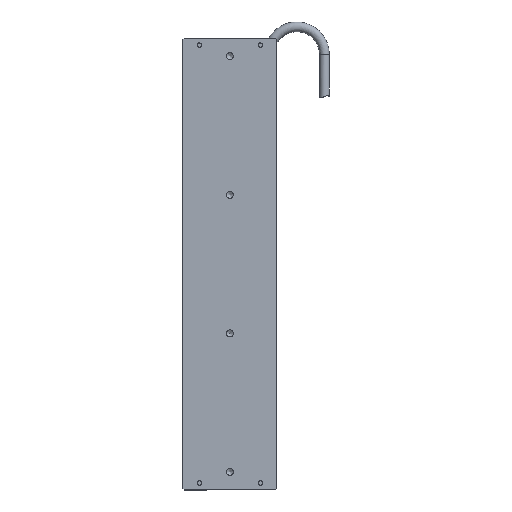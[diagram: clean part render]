
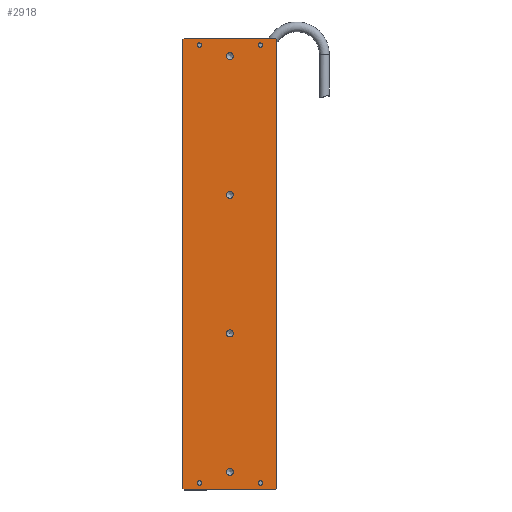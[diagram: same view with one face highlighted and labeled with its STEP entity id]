
A CAD part, front view. The second image highlights one B-rep face of the part: STEP entity #2918.
In plain terms, the highlighted planar face has unit normal (0, -1, 0).
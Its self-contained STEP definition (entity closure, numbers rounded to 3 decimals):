
#15 = ORIENTED_EDGE ( 'NONE', *, *, #593, .T. ) ;
#75 = ORIENTED_EDGE ( 'NONE', *, *, #609, .F. ) ;
#116 = ORIENTED_EDGE ( 'NONE', *, *, #700, .T. ) ;
#121 = ORIENTED_EDGE ( 'NONE', *, *, #604, .T. ) ;
#123 = ORIENTED_EDGE ( 'NONE', *, *, #605, .T. ) ;
#126 = ORIENTED_EDGE ( 'NONE', *, *, #618, .F. ) ;
#145 = ORIENTED_EDGE ( 'NONE', *, *, #695, .F. ) ;
#159 = ORIENTED_EDGE ( 'NONE', *, *, #602, .T. ) ;
#198 = ORIENTED_EDGE ( 'NONE', *, *, #703, .T. ) ;
#247 = ORIENTED_EDGE ( 'NONE', *, *, #630, .F. ) ;
#261 = ORIENTED_EDGE ( 'NONE', *, *, #603, .T. ) ;
#303 = ORIENTED_EDGE ( 'NONE', *, *, #608, .F. ) ;
#315 = ORIENTED_EDGE ( 'NONE', *, *, #581, .T. ) ;
#325 = ORIENTED_EDGE ( 'NONE', *, *, #701, .T. ) ;
#342 = ORIENTED_EDGE ( 'NONE', *, *, #613, .F. ) ;
#343 = ORIENTED_EDGE ( 'NONE', *, *, #696, .T. ) ;
#395 = EDGE_LOOP ( 'NONE', ( #126 ) ) ;
#416 = EDGE_LOOP ( 'NONE', ( #159 ) ) ;
#456 = EDGE_LOOP ( 'NONE', ( #123 ) ) ;
#461 = EDGE_LOOP ( 'NONE', ( #121 ) ) ;
#477 = EDGE_LOOP ( 'NONE', ( #342 ) ) ;
#478 = EDGE_LOOP ( 'NONE', ( #303 ) ) ;
#495 = EDGE_LOOP ( 'NONE', ( #75 ) ) ;
#514 = EDGE_LOOP ( 'NONE', ( #261 ) ) ;
#519 = EDGE_LOOP ( 'NONE', ( #145, #315, #15, #325, #343, #198, #247, #116 ) ) ;
#581 = EDGE_CURVE ( 'NONE', #2638, #2727, #1850, .T. ) ;
#593 = EDGE_CURVE ( 'NONE', #2727, #2603, #1953, .T. ) ;
#602 = EDGE_CURVE ( 'NONE', #2437, #2437, #1193, .T. ) ;
#603 = EDGE_CURVE ( 'NONE', #2439, #2439, #1121, .T. ) ;
#604 = EDGE_CURVE ( 'NONE', #2441, #2441, #1113, .T. ) ;
#605 = EDGE_CURVE ( 'NONE', #2443, #2443, #1181, .T. ) ;
#608 = EDGE_CURVE ( 'NONE', #2447, #2447, #1249, .T. ) ;
#609 = EDGE_CURVE ( 'NONE', #2449, #2449, #1129, .T. ) ;
#613 = EDGE_CURVE ( 'NONE', #2451, #2451, #1309, .T. ) ;
#618 = EDGE_CURVE ( 'NONE', #2455, #2455, #1349, .T. ) ;
#630 = EDGE_CURVE ( 'NONE', #2741, #2748, #1006, .T. ) ;
#695 = EDGE_CURVE ( 'NONE', #2638, #2634, #2189, .T. ) ;
#696 = EDGE_CURVE ( 'NONE', #2730, #2665, #2185, .T. ) ;
#700 = EDGE_CURVE ( 'NONE', #2741, #2634, #2158, .T. ) ;
#701 = EDGE_CURVE ( 'NONE', #2603, #2730, #2167, .T. ) ;
#703 = EDGE_CURVE ( 'NONE', #2665, #2748, #2138, .T. ) ;
#783 = VECTOR ( 'NONE', #1857, 1000. ) ;
#860 = DIRECTION ( 'NONE',  ( 0., 0., -1. ) ) ;
#916 = CARTESIAN_POINT ( 'NONE',  ( 0., 0., 156.5 ) ) ;
#948 = DIRECTION ( 'NONE',  ( 0., -1., 0. ) ) ;
#988 = DIRECTION ( 'NONE',  ( 0., 0., -1. ) ) ;
#1006 = LINE ( 'NONE', #1016, #1232 ) ;
#1016 = CARTESIAN_POINT ( 'NONE',  ( 17., 0., 163. ) ) ;
#1076 = VECTOR ( 'NONE', #2136, 1000. ) ;
#1080 = VECTOR ( 'NONE', #2148, 1000. ) ;
#1084 = VECTOR ( 'NONE', #2186, 1000. ) ;
#1113 = CIRCLE ( 'NONE', #1195, 0.8 ) ;
#1121 = CIRCLE ( 'NONE', #1182, 0.8 ) ;
#1123 = AXIS2_PLACEMENT_3D ( 'NONE', #1966, #1884, #1979 ) ;
#1129 = CIRCLE ( 'NONE', #1242, 1.25 ) ;
#1181 = CIRCLE ( 'NONE', #1123, 0.8 ) ;
#1182 = AXIS2_PLACEMENT_3D ( 'NONE', #1937, #1879, #1989 ) ;
#1193 = CIRCLE ( 'NONE', #1310, 0.8 ) ;
#1195 = AXIS2_PLACEMENT_3D ( 'NONE', #1882, #1905, #1911 ) ;
#1206 = AXIS2_PLACEMENT_3D ( 'NONE', #1941, #1914, #1864 ) ;
#1211 = AXIS2_PLACEMENT_3D ( 'NONE', #2342, #2345, #2346 ) ;
#1226 = AXIS2_PLACEMENT_3D ( 'NONE', #1986, #1899, #1947 ) ;
#1232 = VECTOR ( 'NONE', #860, 1000. ) ;
#1242 = AXIS2_PLACEMENT_3D ( 'NONE', #1877, #1929, #2029 ) ;
#1247 = AXIS2_PLACEMENT_3D ( 'NONE', #916, #948, #988 ) ;
#1249 = CIRCLE ( 'NONE', #1226, 1.25 ) ;
#1308 = VECTOR ( 'NONE', #1889, 1000. ) ;
#1309 = CIRCLE ( 'NONE', #1206, 1.25 ) ;
#1310 = AXIS2_PLACEMENT_3D ( 'NONE', #1896, #1919, #1936 ) ;
#1343 = VECTOR ( 'NONE', #2154, 1000. ) ;
#1349 = CIRCLE ( 'NONE', #1247, 1.25 ) ;
#1372 = VECTOR ( 'NONE', #2181, 1000. ) ;
#1677 = CARTESIAN_POINT ( 'NONE',  ( 17., 0., 162.5 ) ) ;
#1703 = CARTESIAN_POINT ( 'NONE',  ( 16.5, 0., 0. ) ) ;
#1708 = CARTESIAN_POINT ( 'NONE',  ( -16.5, 0., 0. ) ) ;
#1709 = CARTESIAN_POINT ( 'NONE',  ( -17., 0., 162.5 ) ) ;
#1721 = CARTESIAN_POINT ( 'NONE',  ( -16.5, 0., 163. ) ) ;
#1730 = CARTESIAN_POINT ( 'NONE',  ( 16.5, 0., 163. ) ) ;
#1736 = CARTESIAN_POINT ( 'NONE',  ( -17., 0., 0.5 ) ) ;
#1754 = CARTESIAN_POINT ( 'NONE',  ( 17., 0., 0.5 ) ) ;
#1850 = LINE ( 'NONE', #1856, #783 ) ;
#1856 = CARTESIAN_POINT ( 'NONE',  ( -16.5, 0., 163. ) ) ;
#1857 = DIRECTION ( 'NONE',  ( -0.707, 0., -0.707 ) ) ;
#1864 = DIRECTION ( 'NONE',  ( 0., 0., -1. ) ) ;
#1877 = CARTESIAN_POINT ( 'NONE',  ( 0., 0., 6.5 ) ) ;
#1879 = DIRECTION ( 'NONE',  ( 0., 1., 0. ) ) ;
#1882 = CARTESIAN_POINT ( 'NONE',  ( 11., 0., 2.5 ) ) ;
#1884 = DIRECTION ( 'NONE',  ( 0., 1., 0. ) ) ;
#1889 = DIRECTION ( 'NONE',  ( 0., 0., -1. ) ) ;
#1896 = CARTESIAN_POINT ( 'NONE',  ( -11., 0., 160.5 ) ) ;
#1899 = DIRECTION ( 'NONE',  ( 0., -1., 0. ) ) ;
#1905 = DIRECTION ( 'NONE',  ( 0., 1., 0. ) ) ;
#1908 = CARTESIAN_POINT ( 'NONE',  ( -17., 0., 163. ) ) ;
#1911 = DIRECTION ( 'NONE',  ( -1., 0., 0. ) ) ;
#1914 = DIRECTION ( 'NONE',  ( 0., -1., 0. ) ) ;
#1919 = DIRECTION ( 'NONE',  ( 0., 1., 0. ) ) ;
#1929 = DIRECTION ( 'NONE',  ( 0., -1., 0. ) ) ;
#1936 = DIRECTION ( 'NONE',  ( -1., 0., 0. ) ) ;
#1937 = CARTESIAN_POINT ( 'NONE',  ( 11., 0., 160.5 ) ) ;
#1941 = CARTESIAN_POINT ( 'NONE',  ( 0., 0., 106.5 ) ) ;
#1947 = DIRECTION ( 'NONE',  ( 0., 0., -1. ) ) ;
#1953 = LINE ( 'NONE', #1908, #1308 ) ;
#1966 = CARTESIAN_POINT ( 'NONE',  ( -11., 0., 2.5 ) ) ;
#1979 = DIRECTION ( 'NONE',  ( -1., 0., 0. ) ) ;
#1986 = CARTESIAN_POINT ( 'NONE',  ( 0., 0., 56.5 ) ) ;
#1989 = DIRECTION ( 'NONE',  ( -1., 0., 0. ) ) ;
#2029 = DIRECTION ( 'NONE',  ( 0., 0., -1. ) ) ;
#2136 = DIRECTION ( 'NONE',  ( 0.707, 0., 0.707 ) ) ;
#2137 = CARTESIAN_POINT ( 'NONE',  ( 17., 0., 0.5 ) ) ;
#2138 = LINE ( 'NONE', #2137, #1076 ) ;
#2148 = DIRECTION ( 'NONE',  ( 0.707, 0., -0.707 ) ) ;
#2150 = CARTESIAN_POINT ( 'NONE',  ( -17., 0., 0.5 ) ) ;
#2154 = DIRECTION ( 'NONE',  ( -0.707, 0., 0.707 ) ) ;
#2155 = CARTESIAN_POINT ( 'NONE',  ( 16.5, 0., 163. ) ) ;
#2158 = LINE ( 'NONE', #2155, #1343 ) ;
#2167 = LINE ( 'NONE', #2150, #1080 ) ;
#2181 = DIRECTION ( 'NONE',  ( 1., 0., 0. ) ) ;
#2183 = CARTESIAN_POINT ( 'NONE',  ( -17., 0., 0. ) ) ;
#2185 = LINE ( 'NONE', #2183, #1372 ) ;
#2186 = DIRECTION ( 'NONE',  ( 1., 0., 0. ) ) ;
#2187 = CARTESIAN_POINT ( 'NONE',  ( -17., 0., 163. ) ) ;
#2189 = LINE ( 'NONE', #2187, #1084 ) ;
#2333 = FACE_BOUND ( 'NONE', #456, .T. ) ;
#2334 = FACE_BOUND ( 'NONE', #395, .T. ) ;
#2335 = FACE_BOUND ( 'NONE', #461, .T. ) ;
#2336 = FACE_BOUND ( 'NONE', #477, .T. ) ;
#2337 = FACE_BOUND ( 'NONE', #514, .T. ) ;
#2338 = FACE_BOUND ( 'NONE', #478, .T. ) ;
#2339 = FACE_BOUND ( 'NONE', #416, .T. ) ;
#2340 = FACE_BOUND ( 'NONE', #495, .T. ) ;
#2341 = FACE_OUTER_BOUND ( 'NONE', #519, .T. ) ;
#2342 = CARTESIAN_POINT ( 'NONE',  ( -17., 0., 163. ) ) ;
#2344 = PLANE ( 'NONE',  #1211 ) ;
#2345 = DIRECTION ( 'NONE',  ( 0., 1., 0. ) ) ;
#2346 = DIRECTION ( 'NONE',  ( -1., 0., 0. ) ) ;
#2437 = VERTEX_POINT ( 'NONE', #2440 ) ;
#2439 = VERTEX_POINT ( 'NONE', #2442 ) ;
#2440 = CARTESIAN_POINT ( 'NONE',  ( -11.8, 0., 160.5 ) ) ;
#2441 = VERTEX_POINT ( 'NONE', #2444 ) ;
#2442 = CARTESIAN_POINT ( 'NONE',  ( 10.2, 0., 160.5 ) ) ;
#2443 = VERTEX_POINT ( 'NONE', #2446 ) ;
#2444 = CARTESIAN_POINT ( 'NONE',  ( 10.2, 0., 2.5 ) ) ;
#2446 = CARTESIAN_POINT ( 'NONE',  ( -11.8, 0., 2.5 ) ) ;
#2447 = VERTEX_POINT ( 'NONE', #2450 ) ;
#2449 = VERTEX_POINT ( 'NONE', #2452 ) ;
#2450 = CARTESIAN_POINT ( 'NONE',  ( 0., 0., 55.25 ) ) ;
#2451 = VERTEX_POINT ( 'NONE', #2454 ) ;
#2452 = CARTESIAN_POINT ( 'NONE',  ( 0., 0., 5.25 ) ) ;
#2454 = CARTESIAN_POINT ( 'NONE',  ( 0., 0., 105.25 ) ) ;
#2455 = VERTEX_POINT ( 'NONE', #2458 ) ;
#2458 = CARTESIAN_POINT ( 'NONE',  ( 0., 0., 155.25 ) ) ;
#2603 = VERTEX_POINT ( 'NONE', #1736 ) ;
#2634 = VERTEX_POINT ( 'NONE', #1730 ) ;
#2638 = VERTEX_POINT ( 'NONE', #1721 ) ;
#2665 = VERTEX_POINT ( 'NONE', #1703 ) ;
#2727 = VERTEX_POINT ( 'NONE', #1709 ) ;
#2730 = VERTEX_POINT ( 'NONE', #1708 ) ;
#2741 = VERTEX_POINT ( 'NONE', #1677 ) ;
#2748 = VERTEX_POINT ( 'NONE', #1754 ) ;
#2918 = ADVANCED_FACE ( 'NONE', ( #2334, #2336, #2338, #2340, #2333, #2335, #2337, #2339, #2341 ), #2344, .F. ) ;
